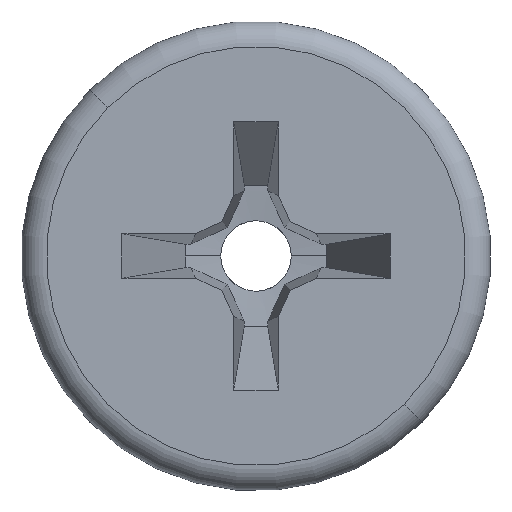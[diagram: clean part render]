
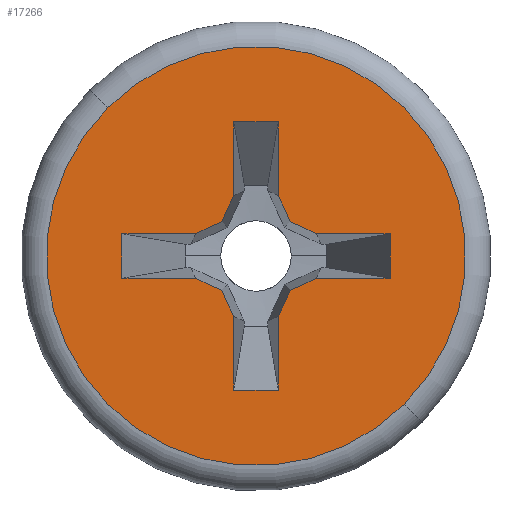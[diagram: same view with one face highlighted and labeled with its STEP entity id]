
A CAD part, left-side view. The second image highlights one B-rep face of the part: STEP entity #17266.
In plain terms, the highlighted planar face has unit normal (-1, 0, 0).
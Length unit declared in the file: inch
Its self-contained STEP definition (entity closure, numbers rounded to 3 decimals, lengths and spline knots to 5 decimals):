
#9083=CARTESIAN_POINT('',(0.,0.,0.));
#9084=DIRECTION('',(-1.,0.,0.));
#9085=DIRECTION('',(0.,1.,0.));
#9086=AXIS2_PLACEMENT_3D('',#9083,#9084,#9085);
#9088=CARTESIAN_POINT('',(0.,0.,0.));
#9089=DIRECTION('',(1.,0.,0.));
#9090=DIRECTION('',(0.,1.,0.));
#9091=AXIS2_PLACEMENT_3D('',#9088,#9089,#9090);
#9093=DIRECTION('',(0.,-0.707,-0.707));
#9094=VECTOR('',#9093,0.033);
#9095=CARTESIAN_POINT('',(0.,0.08167,-0.05834));
#9096=LINE('',#9095,#9094);
#9097=DIRECTION('',(0.,0.707,-0.707));
#9098=VECTOR('',#9097,0.0545);
#9099=CARTESIAN_POINT('',(0.,0.0198,-0.04313));
#9100=LINE('',#9099,#9098);
#9101=DIRECTION('',(0.,0.94,-0.342));
#9102=VECTOR('',#9101,0.02107);
#9103=CARTESIAN_POINT('',(0.,0.,-0.03593));
#9104=LINE('',#9103,#9102);
#9105=DIRECTION('',(0.,0.94,0.342));
#9106=VECTOR('',#9105,0.02107);
#9107=CARTESIAN_POINT('',(0.,-0.0198,-0.04313));
#9108=LINE('',#9107,#9106);
#9109=DIRECTION('',(0.,-0.707,-0.707));
#9110=VECTOR('',#9109,0.0545);
#9111=CARTESIAN_POINT('',(0.,-0.0198,-0.04313));
#9112=LINE('',#9111,#9110);
#9113=DIRECTION('',(0.,0.707,-0.707));
#9114=VECTOR('',#9113,0.033);
#9115=CARTESIAN_POINT('',(0.,-0.08167,-0.05834));
#9116=LINE('',#9115,#9114);
#9117=DIRECTION('',(0.,-0.707,-0.707));
#9118=VECTOR('',#9117,0.0545);
#9119=CARTESIAN_POINT('',(0.,-0.04313,-0.0198));
#9120=LINE('',#9119,#9118);
#9121=DIRECTION('',(0.,-0.342,-0.94));
#9122=VECTOR('',#9121,0.02107);
#9123=CARTESIAN_POINT('',(0.,-0.03593,0.));
#9124=LINE('',#9123,#9122);
#9125=DIRECTION('',(0.,0.342,-0.94));
#9126=VECTOR('',#9125,0.02107);
#9127=CARTESIAN_POINT('',(0.,-0.04313,0.0198));
#9128=LINE('',#9127,#9126);
#9129=DIRECTION('',(0.,0.707,-0.707));
#9130=VECTOR('',#9129,0.0545);
#9131=CARTESIAN_POINT('',(0.,-0.08167,0.05834));
#9132=LINE('',#9131,#9130);
#9133=DIRECTION('',(0.,-0.707,-0.707));
#9134=VECTOR('',#9133,0.033);
#9135=CARTESIAN_POINT('',(0.,-0.05834,0.08167));
#9136=LINE('',#9135,#9134);
#9137=DIRECTION('',(0.,0.707,-0.707));
#9138=VECTOR('',#9137,0.0545);
#9139=CARTESIAN_POINT('',(0.,-0.05834,0.08167));
#9140=LINE('',#9139,#9138);
#9141=DIRECTION('',(0.,-0.94,0.342));
#9142=VECTOR('',#9141,0.02107);
#9143=CARTESIAN_POINT('',(0.,0.,0.03593));
#9144=LINE('',#9143,#9142);
#9145=DIRECTION('',(0.,-0.94,-0.342));
#9146=VECTOR('',#9145,0.02107);
#9147=CARTESIAN_POINT('',(0.,0.0198,0.04313));
#9148=LINE('',#9147,#9146);
#9149=DIRECTION('',(0.,-0.707,-0.707));
#9150=VECTOR('',#9149,0.0545);
#9151=CARTESIAN_POINT('',(0.,0.05834,0.08167));
#9152=LINE('',#9151,#9150);
#9153=DIRECTION('',(0.,0.707,-0.707));
#9154=VECTOR('',#9153,0.033);
#9155=CARTESIAN_POINT('',(0.,0.05834,0.08167));
#9156=LINE('',#9155,#9154);
#9157=DIRECTION('',(0.,-0.707,-0.707));
#9158=VECTOR('',#9157,0.0545);
#9159=CARTESIAN_POINT('',(0.,0.08167,0.05834));
#9160=LINE('',#9159,#9158);
#9161=DIRECTION('',(0.,0.342,0.94));
#9162=VECTOR('',#9161,0.02107);
#9163=CARTESIAN_POINT('',(0.,0.03593,0.));
#9164=LINE('',#9163,#9162);
#9165=DIRECTION('',(0.,-0.342,0.94));
#9166=VECTOR('',#9165,0.02107);
#9167=CARTESIAN_POINT('',(0.,0.04313,-0.0198));
#9168=LINE('',#9167,#9166);
#9169=DIRECTION('',(0.,0.707,-0.707));
#9170=VECTOR('',#9169,0.0545);
#9171=CARTESIAN_POINT('',(0.,0.04313,-0.0198));
#9172=LINE('',#9171,#9170);
#9312=CARTESIAN_POINT('',(0.,0.08167,-0.05834));
#9313=CARTESIAN_POINT('',(0.,0.05834,-0.08167));
#9314=VERTEX_POINT('',#9312);
#9315=VERTEX_POINT('',#9313);
#9316=CARTESIAN_POINT('',(0.,0.04313,-0.0198));
#9317=VERTEX_POINT('',#9316);
#9318=CARTESIAN_POINT('',(0.,0.03593,0.));
#9319=VERTEX_POINT('',#9318);
#9320=CARTESIAN_POINT('',(0.,0.04313,0.0198));
#9321=VERTEX_POINT('',#9320);
#9322=CARTESIAN_POINT('',(0.,0.08167,0.05834));
#9323=VERTEX_POINT('',#9322);
#9324=CARTESIAN_POINT('',(0.,0.05834,0.08167));
#9325=VERTEX_POINT('',#9324);
#9326=CARTESIAN_POINT('',(0.,0.0198,0.04313));
#9327=VERTEX_POINT('',#9326);
#9328=CARTESIAN_POINT('',(0.,0.,0.03593));
#9329=VERTEX_POINT('',#9328);
#9330=CARTESIAN_POINT('',(0.,-0.0198,0.04313));
#9331=VERTEX_POINT('',#9330);
#9332=CARTESIAN_POINT('',(0.,-0.05834,0.08167));
#9333=VERTEX_POINT('',#9332);
#9334=CARTESIAN_POINT('',(0.,-0.08167,0.05834));
#9335=VERTEX_POINT('',#9334);
#9336=CARTESIAN_POINT('',(0.,-0.04313,0.0198));
#9337=VERTEX_POINT('',#9336);
#9338=CARTESIAN_POINT('',(0.,-0.03593,0.));
#9339=VERTEX_POINT('',#9338);
#9340=CARTESIAN_POINT('',(0.,-0.04313,-0.0198));
#9341=VERTEX_POINT('',#9340);
#9342=CARTESIAN_POINT('',(0.,-0.08167,-0.05834));
#9343=VERTEX_POINT('',#9342);
#9344=CARTESIAN_POINT('',(0.,-0.05834,-0.08167));
#9345=VERTEX_POINT('',#9344);
#9346=CARTESIAN_POINT('',(0.,-0.0198,-0.04313));
#9347=VERTEX_POINT('',#9346);
#9348=CARTESIAN_POINT('',(0.,0.,-0.03593));
#9349=VERTEX_POINT('',#9348);
#9350=CARTESIAN_POINT('',(0.,0.0198,-0.04313));
#9351=VERTEX_POINT('',#9350);
#9402=CARTESIAN_POINT('',(0.,0.1548,0.));
#9403=VERTEX_POINT('',#9402);
#9404=CARTESIAN_POINT('',(0.,-0.1548,0.));
#9405=VERTEX_POINT('',#9404);
#17233=CARTESIAN_POINT('',(0.,0.,0.));
#17234=DIRECTION('',(1.,0.,0.));
#17235=DIRECTION('',(0.,-1.,0.));
#17236=AXIS2_PLACEMENT_3D('',#17233,#17234,#17235);
#17237=PLANE('',#17236);
#17239=ORIENTED_EDGE('',*,*,#17238,.F.);
#17241=ORIENTED_EDGE('',*,*,#17240,.T.);
#17242=EDGE_LOOP('',(#17239,#17241));
#17243=FACE_OUTER_BOUND('',#17242,.F.);
#17244=ORIENTED_EDGE('',*,*,#17054,.T.);
#17245=ORIENTED_EDGE('',*,*,#17068,.F.);
#17246=ORIENTED_EDGE('',*,*,#17094,.F.);
#17247=ORIENTED_EDGE('',*,*,#17120,.F.);
#17248=ORIENTED_EDGE('',*,*,#17134,.T.);
#17249=ORIENTED_EDGE('',*,*,#17148,.F.);
#17250=ORIENTED_EDGE('',*,*,#17162,.F.);
#17251=ORIENTED_EDGE('',*,*,#17188,.F.);
#17252=ORIENTED_EDGE('',*,*,#17214,.F.);
#17253=ORIENTED_EDGE('',*,*,#17227,.F.);
#17254=ORIENTED_EDGE('',*,*,#16863,.F.);
#17255=ORIENTED_EDGE('',*,*,#16879,.T.);
#17256=ORIENTED_EDGE('',*,*,#16905,.F.);
#17257=ORIENTED_EDGE('',*,*,#16931,.F.);
#17258=ORIENTED_EDGE('',*,*,#16945,.F.);
#17259=ORIENTED_EDGE('',*,*,#16959,.T.);
#17260=ORIENTED_EDGE('',*,*,#16973,.T.);
#17261=ORIENTED_EDGE('',*,*,#16999,.F.);
#17262=ORIENTED_EDGE('',*,*,#17025,.F.);
#17263=ORIENTED_EDGE('',*,*,#17039,.T.);
#17264=EDGE_LOOP('',(#17244,#17245,#17246,#17247,#17248,#17249,#17250,#17251,
#17252,#17253,#17254,#17255,#17256,#17257,#17258,#17259,#17260,#17261,#17262,
#17263));
#17265=FACE_BOUND('',#17264,.F.);
#9087=CIRCLE('',#9086,0.1548);
#9092=CIRCLE('',#9091,0.1548);
#16863=EDGE_CURVE('',#9333,#9335,#9136,.T.);
#16879=EDGE_CURVE('',#9333,#9331,#9140,.T.);
#16905=EDGE_CURVE('',#9329,#9331,#9144,.T.);
#16931=EDGE_CURVE('',#9327,#9329,#9148,.T.);
#16945=EDGE_CURVE('',#9325,#9327,#9152,.T.);
#16959=EDGE_CURVE('',#9325,#9323,#9156,.T.);
#16973=EDGE_CURVE('',#9323,#9321,#9160,.T.);
#16999=EDGE_CURVE('',#9319,#9321,#9164,.T.);
#17025=EDGE_CURVE('',#9317,#9319,#9168,.T.);
#17039=EDGE_CURVE('',#9317,#9314,#9172,.T.);
#17054=EDGE_CURVE('',#9314,#9315,#9096,.T.);
#17068=EDGE_CURVE('',#9351,#9315,#9100,.T.);
#17094=EDGE_CURVE('',#9349,#9351,#9104,.T.);
#17120=EDGE_CURVE('',#9347,#9349,#9108,.T.);
#17134=EDGE_CURVE('',#9347,#9345,#9112,.T.);
#17148=EDGE_CURVE('',#9343,#9345,#9116,.T.);
#17162=EDGE_CURVE('',#9341,#9343,#9120,.T.);
#17188=EDGE_CURVE('',#9339,#9341,#9124,.T.);
#17214=EDGE_CURVE('',#9337,#9339,#9128,.T.);
#17227=EDGE_CURVE('',#9335,#9337,#9132,.T.);
#17238=EDGE_CURVE('',#9403,#9405,#9087,.T.);
#17240=EDGE_CURVE('',#9403,#9405,#9092,.T.);
#17266=ADVANCED_FACE('',(#17243,#17265),#17237,.F.);
